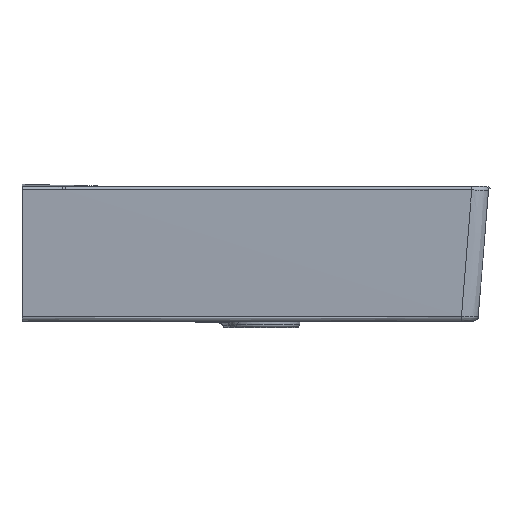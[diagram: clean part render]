
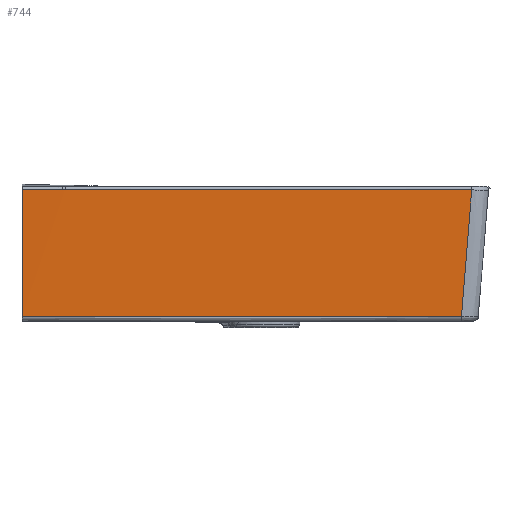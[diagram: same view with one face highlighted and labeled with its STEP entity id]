
A CAD part, left-side view. The second image highlights one B-rep face of the part: STEP entity #744.
In plain terms, the highlighted free-form (B-spline) face has degree [3, 3] with [10, 7] control points.
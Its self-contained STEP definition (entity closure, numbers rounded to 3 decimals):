
#90=B_SPLINE_SURFACE_WITH_KNOTS('',3,3,((#13023,#13024,#13025,#13026,#13027,
#13028,#13029),(#13030,#13031,#13032,#13033,#13034,#13035,#13036),(#13037,
#13038,#13039,#13040,#13041,#13042,#13043),(#13044,#13045,#13046,#13047,
#13048,#13049,#13050),(#13051,#13052,#13053,#13054,#13055,#13056,#13057),
(#13058,#13059,#13060,#13061,#13062,#13063,#13064),(#13065,#13066,#13067,
#13068,#13069,#13070,#13071),(#13072,#13073,#13074,#13075,#13076,#13077,
#13078),(#13079,#13080,#13081,#13082,#13083,#13084,#13085),(#13086,#13087,
#13088,#13089,#13090,#13091,#13092)),.UNSPECIFIED.,.F.,.F.,.F.,(4,1,1,1,
1,1,1,4),(4,2,1,4),(0.,0.2,0.4,0.6,0.7,0.8,0.9,1.),(0.,0.01,
0.802,1.),.UNSPECIFIED.);
#546=B_SPLINE_CURVE_WITH_KNOTS('',3,(#12890,#12891,#12892,#12893),
 .UNSPECIFIED.,.F.,.F.,(4,4),(0.,1.),.UNSPECIFIED.);
#548=B_SPLINE_CURVE_WITH_KNOTS('',3,(#12915,#12916,#12917,#12918),
 .UNSPECIFIED.,.F.,.F.,(4,4),(0.,1.),.UNSPECIFIED.);
#550=B_SPLINE_CURVE_WITH_KNOTS('',3,(#12940,#12941,#12942,#12943),
 .UNSPECIFIED.,.F.,.F.,(4,4),(0.,1.),.UNSPECIFIED.);
#551=B_SPLINE_CURVE_WITH_KNOTS('',3,(#12948,#12949,#12950,#12951,#12952,
#12953,#12954,#12955),.UNSPECIFIED.,.F.,.F.,(4,2,2,4),(0.,0.25,0.5,1.),
 .UNSPECIFIED.);
#552=B_SPLINE_CURVE_WITH_KNOTS('',3,(#12980,#12981,#12982,#12983),
 .UNSPECIFIED.,.F.,.F.,(4,4),(0.,1.),.UNSPECIFIED.);
#553=B_SPLINE_CURVE_WITH_KNOTS('',3,(#12996,#12997,#12998,#12999,#13000,
#13001,#13002,#13003,#13004),.UNSPECIFIED.,.F.,.F.,(4,1,1,1,1,1,4),(0.,
0.247,0.534,0.677,0.821,
0.964,1.),.UNSPECIFIED.);
#744=ADVANCED_FACE('',(#935),#90,.T.);
#935=FACE_OUTER_BOUND('',#1141,.T.);
#1141=EDGE_LOOP('',(#2012,#2013,#2014,#2015,#2016,#2017));
#2012=ORIENTED_EDGE('',*,*,#2709,.T.);
#2013=ORIENTED_EDGE('',*,*,#2712,.T.);
#2014=ORIENTED_EDGE('',*,*,#2714,.T.);
#2015=ORIENTED_EDGE('',*,*,#2715,.T.);
#2016=ORIENTED_EDGE('',*,*,#2716,.T.);
#2017=ORIENTED_EDGE('',*,*,#2717,.T.);
#2273=VERTEX_POINT('',#12733);
#2274=VERTEX_POINT('',#12821);
#2276=VERTEX_POINT('',#12889);
#2277=VERTEX_POINT('',#12894);
#2278=VERTEX_POINT('',#12914);
#2279=VERTEX_POINT('',#12939);
#2709=EDGE_CURVE('',#2277,#2276,#546,.T.);
#2712=EDGE_CURVE('',#2276,#2278,#548,.T.);
#2714=EDGE_CURVE('',#2278,#2279,#550,.T.);
#2715=EDGE_CURVE('',#2279,#2273,#551,.T.);
#2716=EDGE_CURVE('',#2273,#2274,#552,.T.);
#2717=EDGE_CURVE('',#2274,#2277,#553,.T.);
#12733=CARTESIAN_POINT('',(-594.435,-440.754,-130.293));
#12821=CARTESIAN_POINT('',(-599.101,-451.081,-3.557));
#12889=CARTESIAN_POINT('',(-598.858,-40.689,-3.554));
#12890=CARTESIAN_POINT('',(-598.882,-43.126,-3.555));
#12891=CARTESIAN_POINT('',(-598.874,-42.314,-3.555));
#12892=CARTESIAN_POINT('',(-598.866,-41.502,-3.555));
#12893=CARTESIAN_POINT('',(-598.858,-40.689,-3.554));
#12894=CARTESIAN_POINT('',(-598.882,-43.126,-3.555));
#12914=CARTESIAN_POINT('',(-598.447,0.,-3.531));
#12915=CARTESIAN_POINT('',(-598.858,-40.689,-3.554));
#12916=CARTESIAN_POINT('',(-598.726,-27.143,-3.55));
#12917=CARTESIAN_POINT('',(-598.586,-13.582,-3.542));
#12918=CARTESIAN_POINT('',(-598.447,0.,-3.531));
#12939=CARTESIAN_POINT('',(-593.777,0.,-130.29));
#12940=CARTESIAN_POINT('',(-598.447,0.,-3.531));
#12941=CARTESIAN_POINT('',(-597.784,0.,-45.811));
#12942=CARTESIAN_POINT('',(-596.226,0.,-88.076));
#12943=CARTESIAN_POINT('',(-593.777,0.,-130.29));
#12948=CARTESIAN_POINT('',(-593.777,0.,-130.29));
#12949=CARTESIAN_POINT('',(-594.154,-37.319,-130.29));
#12950=CARTESIAN_POINT('',(-594.537,-74.639,-130.29));
#12951=CARTESIAN_POINT('',(-595.055,-148.997,-130.291));
#12952=CARTESIAN_POINT('',(-595.208,-186.037,-130.291));
#12953=CARTESIAN_POINT('',(-595.372,-296.305,-130.292));
#12954=CARTESIAN_POINT('',(-595.091,-368.58,-130.293));
#12955=CARTESIAN_POINT('',(-594.435,-440.754,-130.293));
#12980=CARTESIAN_POINT('',(-594.435,-440.754,-130.293));
#12981=CARTESIAN_POINT('',(-596.798,-445.399,-89.345));
#12982=CARTESIAN_POINT('',(-598.407,-448.919,-47.09));
#12983=CARTESIAN_POINT('',(-599.101,-451.081,-3.557));
#12996=CARTESIAN_POINT('',(-599.101,-451.081,-3.556));
#12997=CARTESIAN_POINT('',(-599.405,-416.978,-3.556));
#12998=CARTESIAN_POINT('',(-599.886,-343.266,-3.556));
#12999=CARTESIAN_POINT('',(-600.019,-250.49,-3.556));
#13000=CARTESIAN_POINT('',(-599.815,-172.883,-3.556));
#13001=CARTESIAN_POINT('',(-599.506,-115.048,-3.556));
#13002=CARTESIAN_POINT('',(-599.155,-71.865,-3.556));
#13003=CARTESIAN_POINT('',(-598.928,-47.91,-3.556));
#13004=CARTESIAN_POINT('',(-598.882,-43.126,-3.556));
#13023=CARTESIAN_POINT('',(-597.562,-587.352,1.689));
#13024=CARTESIAN_POINT('',(-597.555,-587.277,1.126));
#13025=CARTESIAN_POINT('',(-597.547,-587.202,0.563));
#13026=CARTESIAN_POINT('',(-596.91,-581.135,-45.03));
#13027=CARTESIAN_POINT('',(-594.852,-573.644,-101.298));
#13028=CARTESIAN_POINT('',(-591.218,-566.171,-157.474));
#13029=CARTESIAN_POINT('',(-590.444,-564.677,-168.707));
#13030=CARTESIAN_POINT('',(-598.143,-547.615,1.689));
#13031=CARTESIAN_POINT('',(-598.135,-547.549,1.126));
#13032=CARTESIAN_POINT('',(-598.127,-547.484,0.563));
#13033=CARTESIAN_POINT('',(-597.479,-542.202,-45.03));
#13034=CARTESIAN_POINT('',(-595.409,-535.678,-101.298));
#13035=CARTESIAN_POINT('',(-591.761,-529.171,-157.474));
#13036=CARTESIAN_POINT('',(-590.984,-527.87,-168.706));
#13037=CARTESIAN_POINT('',(-599.136,-468.139,1.689));
#13038=CARTESIAN_POINT('',(-599.128,-468.093,1.126));
#13039=CARTESIAN_POINT('',(-599.119,-468.047,0.563));
#13040=CARTESIAN_POINT('',(-598.455,-464.333,-45.03));
#13041=CARTESIAN_POINT('',(-596.366,-459.746,-101.299));
#13042=CARTESIAN_POINT('',(-592.697,-455.17,-157.474));
#13043=CARTESIAN_POINT('',(-591.916,-454.255,-168.706));
#13044=CARTESIAN_POINT('',(-599.958,-348.919,1.689));
#13045=CARTESIAN_POINT('',(-599.949,-348.902,1.126));
#13046=CARTESIAN_POINT('',(-599.941,-348.885,0.563));
#13047=CARTESIAN_POINT('',(-599.271,-347.523,-45.03));
#13048=CARTESIAN_POINT('',(-597.177,-345.841,-101.299));
#13049=CARTESIAN_POINT('',(-593.501,-344.163,-157.474));
#13050=CARTESIAN_POINT('',(-592.718,-343.827,-168.706));
#13051=CARTESIAN_POINT('',(-600.098,-250.49,1.689));
#13052=CARTESIAN_POINT('',(-600.089,-250.49,1.126));
#13053=CARTESIAN_POINT('',(-600.081,-250.49,0.563));
#13054=CARTESIAN_POINT('',(-599.419,-250.486,-45.03));
#13055=CARTESIAN_POINT('',(-597.333,-250.482,-101.299));
#13056=CARTESIAN_POINT('',(-593.666,-250.477,-157.474));
#13057=CARTESIAN_POINT('',(-592.885,-250.476,-168.706));
#13058=CARTESIAN_POINT('',(-599.893,-172.841,1.689));
#13059=CARTESIAN_POINT('',(-599.885,-172.845,1.126));
#13060=CARTESIAN_POINT('',(-599.877,-172.85,0.563));
#13061=CARTESIAN_POINT('',(-599.22,-173.221,-45.03));
#13062=CARTESIAN_POINT('',(-597.142,-173.679,-101.299));
#13063=CARTESIAN_POINT('',(-593.482,-174.136,-157.474));
#13064=CARTESIAN_POINT('',(-592.702,-174.228,-168.706));
#13065=CARTESIAN_POINT('',(-599.583,-115.003,1.689));
#13066=CARTESIAN_POINT('',(-599.575,-115.008,1.126));
#13067=CARTESIAN_POINT('',(-599.567,-115.013,0.563));
#13068=CARTESIAN_POINT('',(-598.912,-115.406,-45.03));
#13069=CARTESIAN_POINT('',(-596.836,-115.89,-101.299));
#13070=CARTESIAN_POINT('',(-593.178,-116.374,-157.474));
#13071=CARTESIAN_POINT('',(-592.399,-116.471,-168.706));
#13072=CARTESIAN_POINT('',(-599.116,-57.434,1.689));
#13073=CARTESIAN_POINT('',(-599.108,-57.437,1.126));
#13074=CARTESIAN_POINT('',(-599.1,-57.44,0.563));
#13075=CARTESIAN_POINT('',(-598.442,-57.68,-45.03));
#13076=CARTESIAN_POINT('',(-596.36,-57.976,-101.299));
#13077=CARTESIAN_POINT('',(-592.698,-58.271,-157.474));
#13078=CARTESIAN_POINT('',(-591.919,-58.33,-168.706));
#13079=CARTESIAN_POINT('',(-598.722,-19.145,1.689));
#13080=CARTESIAN_POINT('',(-598.714,-19.146,1.126));
#13081=CARTESIAN_POINT('',(-598.705,-19.147,0.563));
#13082=CARTESIAN_POINT('',(-598.044,-19.227,-45.03));
#13083=CARTESIAN_POINT('',(-595.958,-19.325,-101.299));
#13084=CARTESIAN_POINT('',(-592.293,-19.424,-157.474));
#13085=CARTESIAN_POINT('',(-591.512,-19.444,-168.706));
#13086=CARTESIAN_POINT('',(-598.524,0.,1.689));
#13087=CARTESIAN_POINT('',(-598.516,0.,1.126));
#13088=CARTESIAN_POINT('',(-598.508,0.,0.563));
#13089=CARTESIAN_POINT('',(-597.848,0.,-45.03));
#13090=CARTESIAN_POINT('',(-595.762,0.,-101.299));
#13091=CARTESIAN_POINT('',(-592.097,0.,-157.474));
#13092=CARTESIAN_POINT('',(-591.317,0.,-168.706));
